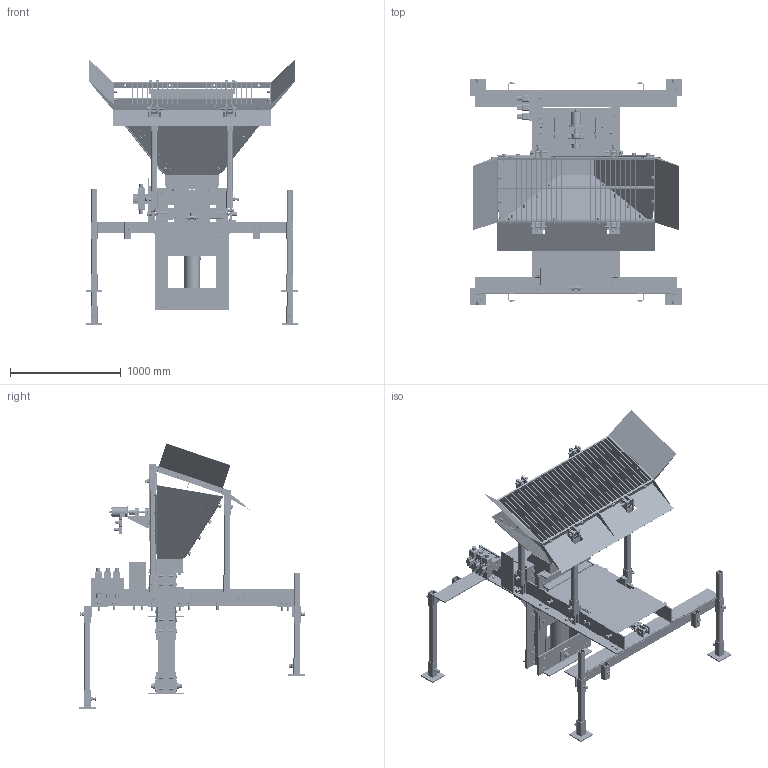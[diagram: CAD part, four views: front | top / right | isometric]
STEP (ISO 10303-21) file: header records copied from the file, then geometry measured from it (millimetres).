
FILE_DESCRIPTION(/* description */ ('Alibre Inc.'),/* implementation_level */ '2;1');
FILE_NAME(/* name */ 'export0',/* time_stamp */ '2014-04-19T23:57:31-05:00',/* author */ (''),/* organization */ (''),/* preprocessor_version */ 'ST-DEVELOPER v14',/* originating_system */ 'Alibre',/* authorisation */ '');
FILE_SCHEMA (('CONFIG_CONTROL_DESIGN'));
Length unit declared in the file: inch
Products named in the file (165): ID_1; ID_2; ID_3; ID_4; ID_5; ID_6; ID_7; ID_8; ID_9; ID_10; ID_11; ID_12; ID_13; ID_14; ID_15; ID_16; ID_17; ID_18; ID_19; ID_20; ID_21; ID_22; 97245A521; ID_23; ID_24; ID_25; ID_26; ID_27; ID_28; ID_29; ID_30; ID_31; ID_32; ID_33; ID_34; ID_35; ID_36; ID_37; ID_38; ID_39 ...
Bounding box: 1917.7 x 2042.14 x 2389.59 mm (x, y, z)
Volume: 128665167.1 mm3; surface area: 33317650.4 mm2
Topology: 504 solids, 504 shells, 11110 faces, 27232 edges, 17421 vertices
Faces by surface type: plane 6839, cylinder 2158, cone 1990, torus 63, bspline 52, sphere 8
Full cylindrical faces by diameter (mm): 6.35 x4, 8.001 x4, 10.356 x10, 12.7 x8, 13.244 x16, 13.494 x32, 13.619 x4, 15.875 x16, 16.256 x2, 19.05 x10, 19.304 x18, 20.32 x6, 20.625 x12, 20.637 x26, 20.638 x40, 20.65 x8, 22.225 x4, 22.454 x4, 25.4 x78, 25.527 x24, 26.67 x4, 27.94 x4, 31.75 x8, 34.925 x8, 53.975 x2
Entity records: 147623 total; most frequent: CARTESIAN_POINT 33789, ORIENTED_EDGE 19286, DIRECTION 16633, EDGE_CURVE 9643, VECTOR 6617, LINE 6617, VERTEX_POINT 6424, AXIS2_PLACEMENT_3D 6192
